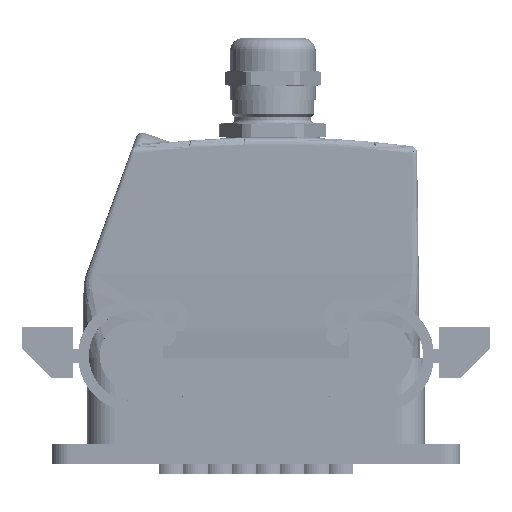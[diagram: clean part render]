
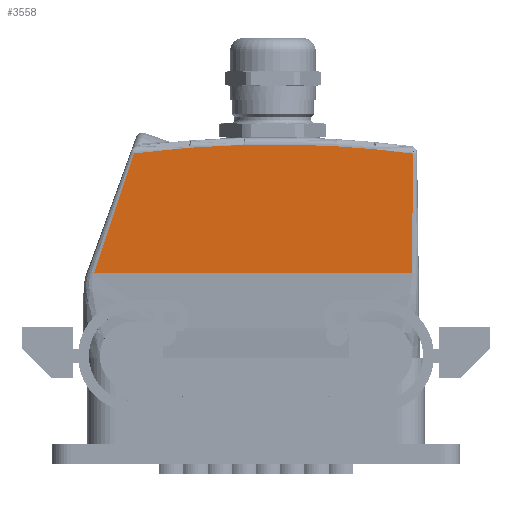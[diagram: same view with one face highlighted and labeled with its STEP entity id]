
A CAD part, left-side view. The second image highlights one B-rep face of the part: STEP entity #3558.
In plain terms, the highlighted planar face has unit normal (-1, 0, 0).
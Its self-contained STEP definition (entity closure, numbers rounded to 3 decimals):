
#3524=AXIS2_PLACEMENT_3D('Plane Axis2P3D',#3521,#3522,#3523) ;
#3541=AXIS2_PLACEMENT_3D('Circle Axis2P3D',#3539,#3540,$) ;
#3548=AXIS2_PLACEMENT_3D('Circle Axis2P3D',#3546,#3547,$) ;
#2268=CARTESIAN_POINT('Vertex',(6.469,21.721,55.538)) ;
#2310=CARTESIAN_POINT('Line Origine',(6.469,64.628,55.538)) ;
#2314=CARTESIAN_POINT('Vertex',(6.469,109.573,55.538)) ;
#3110=CARTESIAN_POINT('Vertex',(6.469,21.176,88.651)) ;
#3114=CARTESIAN_POINT('Control Point',(6.469,21.176,88.651)) ;
#3115=CARTESIAN_POINT('Control Point',(6.469,21.175,87.433)) ;
#3116=CARTESIAN_POINT('Control Point',(6.469,21.175,86.225)) ;
#3117=CARTESIAN_POINT('Control Point',(6.469,21.178,85.017)) ;
#3118=CARTESIAN_POINT('Control Point',(6.469,21.198,80.172)) ;
#3119=CARTESIAN_POINT('Control Point',(6.469,21.254,75.326)) ;
#3120=CARTESIAN_POINT('Control Point',(6.469,21.314,71.718)) ;
#3121=CARTESIAN_POINT('Control Point',(6.469,21.413,66.317)) ;
#3122=CARTESIAN_POINT('Control Point',(6.469,21.547,60.917)) ;
#3123=CARTESIAN_POINT('Control Point',(6.469,21.597,59.124)) ;
#3124=CARTESIAN_POINT('Control Point',(6.469,21.653,57.331)) ;
#3125=CARTESIAN_POINT('Control Point',(6.469,21.721,55.538)) ;
#3521=CARTESIAN_POINT('Axis2P3D Location',(6.469,-4.957,-6.301)) ;
#3527=CARTESIAN_POINT('Control Point',(6.469,98.506,88.71)) ;
#3528=CARTESIAN_POINT('Control Point',(6.469,98.739,88.051)) ;
#3529=CARTESIAN_POINT('Control Point',(6.469,98.97,87.391)) ;
#3530=CARTESIAN_POINT('Control Point',(6.469,99.202,86.731)) ;
#3531=CARTESIAN_POINT('Control Point',(6.469,101.507,80.129)) ;
#3532=CARTESIAN_POINT('Control Point',(6.469,103.75,73.504)) ;
#3533=CARTESIAN_POINT('Control Point',(6.469,105.708,67.519)) ;
#3534=CARTESIAN_POINT('Control Point',(6.469,107.694,61.546)) ;
#3535=CARTESIAN_POINT('Control Point',(6.469,109.573,55.538)) ;
#3536=CARTESIAN_POINT('Vertex',(6.469,98.506,88.71)) ;
#3539=CARTESIAN_POINT('Axis2P3D Location',(6.469,60.066,-206.8)) ;
#3543=CARTESIAN_POINT('Vertex',(6.469,53.085,91.118)) ;
#3546=CARTESIAN_POINT('Axis2P3D Location',(6.469,60.066,-206.8)) ;
#2311=DIRECTION('Vector Direction',(0.,-1.,0.)) ;
#3522=DIRECTION('Axis2P3D Direction',(-1.,0.,0.)) ;
#3523=DIRECTION('Axis2P3D XDirection',(0.,-0.317,0.949)) ;
#3540=DIRECTION('Axis2P3D Direction',(-1.,0.,0.)) ;
#3547=DIRECTION('Axis2P3D Direction',(-1.,0.,0.)) ;
#2312=VECTOR('Line Direction',#2311,1.) ;
#3552=ORIENTED_EDGE('',*,*,#3538,.F.) ;
#3553=ORIENTED_EDGE('',*,*,#2316,.T.) ;
#3554=ORIENTED_EDGE('',*,*,#3126,.T.) ;
#3555=ORIENTED_EDGE('',*,*,#3545,.F.) ;
#3556=ORIENTED_EDGE('',*,*,#3550,.F.) ;
#3558=ADVANCED_FACE('1802390000\X2\0009\X0\.1\\1788210000_S.1\\Hood',(#3557),#3525,.T.) ;
#3113=B_SPLINE_CURVE_WITH_KNOTS('',5,(#3114,#3115,#3116,#3117,#3118,#3119,#3120,#3121,#3122,#3123,#3124,#3125),.UNSPECIFIED.,.F.,.U.,(6,3,3,6),(26.395,32.569,50.563,59.508),.UNSPECIFIED.) ;
#3526=B_SPLINE_CURVE_WITH_KNOTS('',5,(#3527,#3528,#3529,#3530,#3531,#3532,#3533,#3534,#3535),.UNSPECIFIED.,.F.,.U.,(6,3,6),(0.,4.945,49.456),.UNSPECIFIED.) ;
#3542=CIRCLE('generated circle',#3541,298.) ;
#3549=CIRCLE('generated circle',#3548,298.) ;
#2316=EDGE_CURVE('',#2315,#2269,#2313,.T.) ;
#3126=EDGE_CURVE('',#2269,#3111,#3113,.F.) ;
#3538=EDGE_CURVE('',#2315,#3537,#3526,.F.) ;
#3545=EDGE_CURVE('',#3544,#3111,#3542,.F.) ;
#3550=EDGE_CURVE('',#3537,#3544,#3549,.F.) ;
#3551=EDGE_LOOP('',(#3552,#3553,#3554,#3555,#3556)) ;
#3557=FACE_OUTER_BOUND('',#3551,.T.) ;
#2313=LINE('Line',#2310,#2312) ;
#3525=PLANE('',#3524) ;
#2269=VERTEX_POINT('',#2268) ;
#2315=VERTEX_POINT('',#2314) ;
#3111=VERTEX_POINT('',#3110) ;
#3537=VERTEX_POINT('',#3536) ;
#3544=VERTEX_POINT('',#3543) ;
